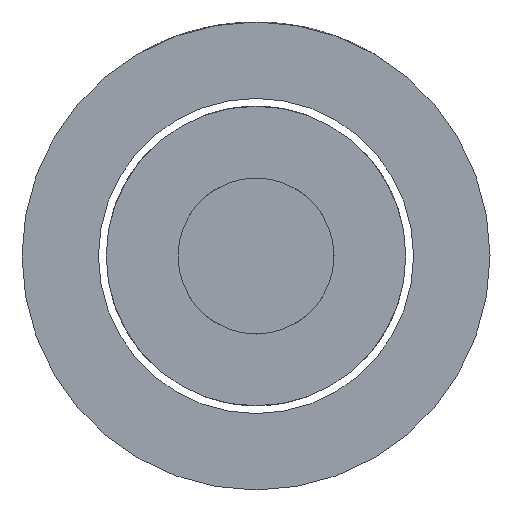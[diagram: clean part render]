
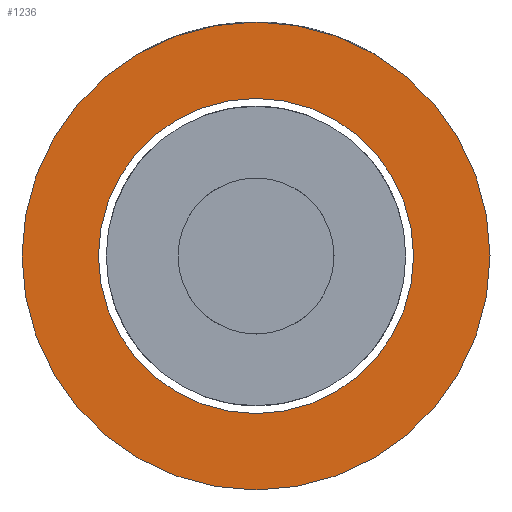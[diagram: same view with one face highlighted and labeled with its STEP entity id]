
A CAD part, left-side view. The second image highlights one B-rep face of the part: STEP entity #1236.
In plain terms, the highlighted planar face has unit normal (-1, 0, 0).
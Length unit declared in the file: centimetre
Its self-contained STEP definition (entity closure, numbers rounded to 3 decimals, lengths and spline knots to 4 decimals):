
#227=PLANE('',#1310);
#266=FACE_BOUND('',#453,.T.);
#340=FACE_OUTER_BOUND('',#452,.T.);
#452=EDGE_LOOP('',(#1139));
#453=EDGE_LOOP('',(#1140));
#482=CIRCLE('',#1307,0.6414);
#483=CIRCLE('',#1309,0.9525);
#611=VERTEX_POINT('',#5397);
#612=VERTEX_POINT('',#5400);
#787=EDGE_CURVE('',#611,#611,#482,.T.);
#788=EDGE_CURVE('',#612,#612,#483,.T.);
#1139=ORIENTED_EDGE('',*,*,#788,.T.);
#1140=ORIENTED_EDGE('',*,*,#787,.T.);
#1236=ADVANCED_FACE('',(#340,#266),#227,.T.);
#1307=AXIS2_PLACEMENT_3D('',#5398,#1451,#1452);
#1309=AXIS2_PLACEMENT_3D('',#5401,#1455,#1456);
#1310=AXIS2_PLACEMENT_3D('',#5402,#1457,#1458);
#1451=DIRECTION('center_axis',(1.,0.,0.));
#1452=DIRECTION('ref_axis',(0.,0.,-1.));
#1455=DIRECTION('center_axis',(-1.,0.,0.));
#1456=DIRECTION('ref_axis',(0.,0.,-1.));
#1457=DIRECTION('center_axis',(-1.,0.,0.));
#1458=DIRECTION('ref_axis',(0.,0.,-1.));
#5397=CARTESIAN_POINT('',(1.905,0.,0.6414));
#5398=CARTESIAN_POINT('Origin',(1.905,0.,0.));
#5400=CARTESIAN_POINT('',(1.905,0.,0.9525));
#5401=CARTESIAN_POINT('Origin',(1.905,0.,0.));
#5402=CARTESIAN_POINT('Origin',(1.905,0.,0.));
